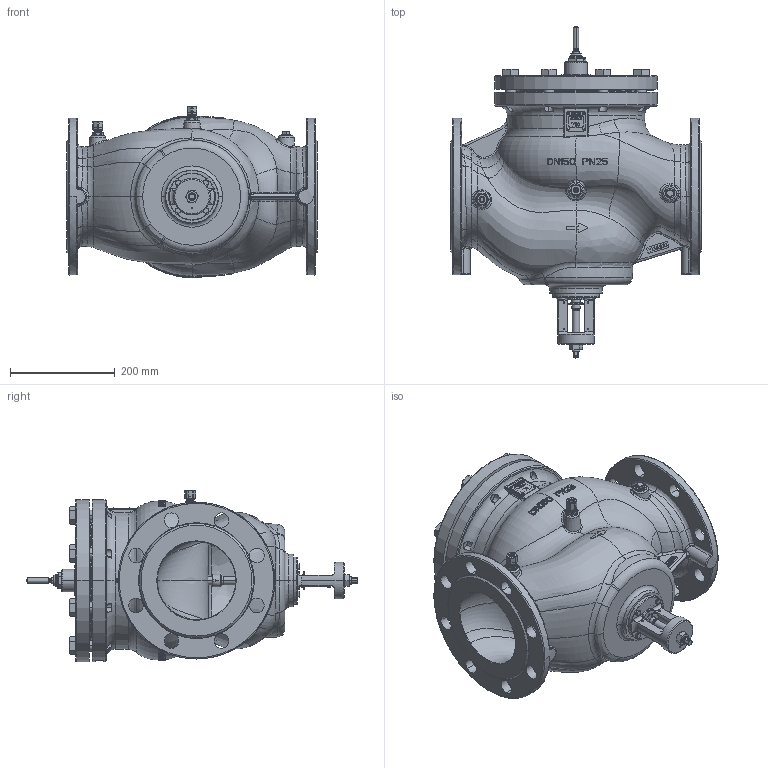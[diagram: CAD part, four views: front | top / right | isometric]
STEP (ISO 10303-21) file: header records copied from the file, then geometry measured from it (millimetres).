
FILE_DESCRIPTION((''),'2;1');
FILE_NAME('065B5581_VFQ22_DN150_PN25_ASM','2023-03-31T16:59:42',('U384264'),('Danfoss'),'CREO PARAMETRIC BY PTC INC, 2022124','CREO PARAMETRIC BY PTC INC, 2022124','');
FILE_SCHEMA(('AUTOMOTIVE_DESIGN { 1 0 10303 214 1 1 1 1 }'));
Products named in the file (29): 88650600_VALVE_B_VFQM_DN150_PN2; O-RING221_62X5_33; 88650810_VALVE_COV_VFG_DN150_25; 5184037; 88652440_CONICAL_INS_DN150_200; 54590640; 88651440_CON_INS_SUB_DN150-200_ASM; 88652220_VFG_STEM_DN150; 88653910_VFQ_YOKE_DN125-150_MAC; HEX_SCREW_DIN933_M06X18; 88652740_FLOW_LABEL_DN150; 51817881_SCREW_SF_M3X5; LABEL_PLATE_37X37; 5589607; 88652330_STUFFING_BOX_DN150_250; 3220149; 88653000_VFQ_INSERT_SUB_DN150_ASM; 88654200_VFQ_STEM_DN150; 88653020_VFQ_CONE_SUB_DN150_ASM; 88652810_POINTER_VFQ; HEX_NUT_DIN934_BN118_M14X1_5; 51817290_M5_ZATIC; 54540510; WALTER_CONNECTION; WALTER_PROFILE_RING; WALTER_CONNECTION_NUT; 8863078_ASM; 188610240; 065B5581_VFQ22_DN150_PN25_ASM
Assembly tree (45 placements, depth 3):
  065B5581_VFQ22_DN150_PN25_ASM
    88650600_VALVE_B_VFQM_DN150_PN2
    O-RING221_62X5_33
    88650810_VALVE_COV_VFG_DN150_25
    5184037  x8
    88651440_CON_INS_SUB_DN150-200_ASM
      88652440_CONICAL_INS_DN150_200
      54590640
    88652220_VFG_STEM_DN150
    88653910_VFQ_YOKE_DN125-150_MAC
    HEX_SCREW_DIN933_M06X18  x4
    88652740_FLOW_LABEL_DN150
    51817881_SCREW_SF_M3X5  x2
    LABEL_PLATE_37X37
    5589607  x4
    88653000_VFQ_INSERT_SUB_DN150_ASM
      88652330_STUFFING_BOX_DN150_250
      3220149
    88653020_VFQ_CONE_SUB_DN150_ASM
      88654200_VFQ_STEM_DN150
    88652810_POINTER_VFQ
    HEX_NUT_DIN934_BN118_M14X1_5
    51817290_M5_ZATIC
    54540510  x3
    8863078_ASM  x2
      WALTER_CONNECTION
      WALTER_PROFILE_RING
      WALTER_CONNECTION_NUT
    188610240
Bounding box: 480 x 635.15 x 327.6 mm (x, y, z)
Volume: 14213271.1 mm3; surface area: 1663405.7 mm2
Topology: 43 solids, 43 shells, 4047 faces, 10407 edges, 6590 vertices
Faces by surface type: plane 2271, cylinder 606, cone 440, bspline 385, torus 218, extrusion 89, revolution 25, sphere 13
Entity records: 210006 total; most frequent: CARTESIAN_POINT 98993, ORIENTED_EDGE 18394, DIRECTION 14907, EDGE_CURVE 9197, PRESENTATION_STYLE_ASSIGNMENT 8518, STYLED_ITEM 8461, CURVE_STYLE 8191, VERTEX_POINT 5894
